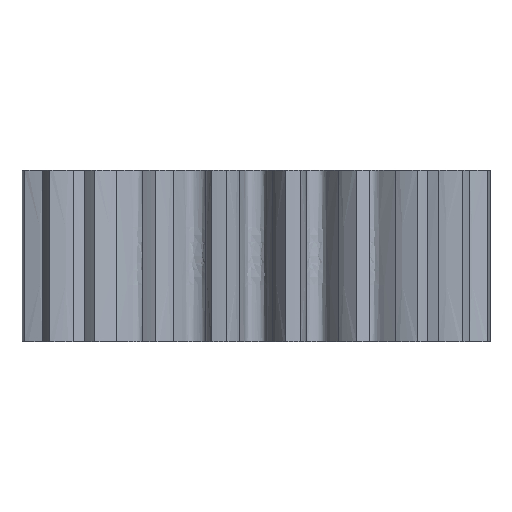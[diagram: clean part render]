
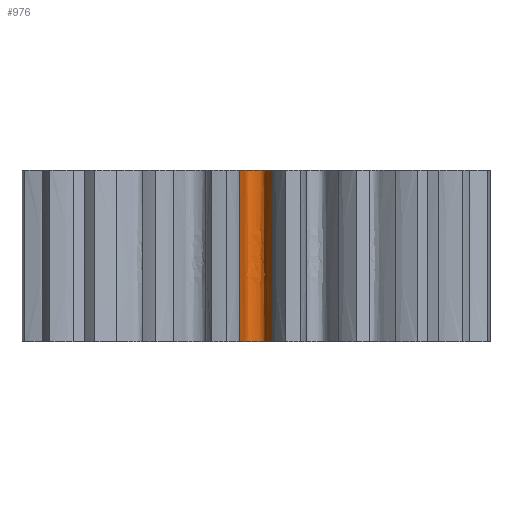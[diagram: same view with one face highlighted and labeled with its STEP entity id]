
A CAD part, left-side view. The second image highlights one B-rep face of the part: STEP entity #976.
In plain terms, the highlighted free-form (B-spline) face has degree [3, 3] with [9, 4] control points.
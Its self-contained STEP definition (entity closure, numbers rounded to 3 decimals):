
#589 = EDGE_CURVE ( 'NONE', #611, #595, #2197, .T. ) ;
#595 = VERTEX_POINT ( 'NONE', #2100 ) ;
#611 = VERTEX_POINT ( 'NONE', #2234 ) ;
#674 = VERTEX_POINT ( 'NONE', #3680 ) ;
#680 = EDGE_CURVE ( 'NONE', #687, #674, #3673, .T. ) ;
#687 = VERTEX_POINT ( 'NONE', #3654 ) ;
#767 = EDGE_LOOP ( 'NONE', ( #826, #840, #768, #775 ) ) ;
#768 = ORIENTED_EDGE ( 'NONE', *, *, #680, .T. ) ;
#775 = ORIENTED_EDGE ( 'NONE', *, *, #843, .F. ) ;
#826 = ORIENTED_EDGE ( 'NONE', *, *, #589, .T. ) ;
#840 = ORIENTED_EDGE ( 'NONE', *, *, #842, .T. ) ;
#842 = EDGE_CURVE ( 'NONE', #595, #687, #2925, .T. ) ;
#843 = EDGE_CURVE ( 'NONE', #611, #674, #2906, .T. ) ;
#976 = ADVANCED_FACE ( 'NONE', ( #3403 ), #3864, .F. ) ;
#2093 = CARTESIAN_POINT ( 'NONE',  ( -19.938, -1.569, -8. ) ) ;
#2094 = CARTESIAN_POINT ( 'NONE',  ( -18.732, -1.075, -8. ) ) ;
#2095 = CARTESIAN_POINT ( 'NONE',  ( -18.642, -1.232, -8. ) ) ;
#2096 = CARTESIAN_POINT ( 'NONE',  ( -17.539, -0.734, -8. ) ) ;
#2097 = CARTESIAN_POINT ( 'NONE',  ( -17.476, 0., -8. ) ) ;
#2098 = CARTESIAN_POINT ( 'NONE',  ( -17.539, 0.734, -8. ) ) ;
#2100 = CARTESIAN_POINT ( 'NONE',  ( -19.938, -1.569, -8. ) ) ;
#2117 = CARTESIAN_POINT ( 'NONE',  ( -18.642, 1.232, -8. ) ) ;
#2118 = CARTESIAN_POINT ( 'NONE',  ( -18.733, 1.076, -8. ) ) ;
#2119 = CARTESIAN_POINT ( 'NONE',  ( -19.938, 1.569, -8. ) ) ;
#2197 = B_SPLINE_CURVE_WITH_KNOTS ( 'NONE', 3,
 ( #2119, #2118, #2117, #2098, #2097, #2096, #2095, #2094, #2093 ),
 .UNSPECIFIED., .F., .F.,
 ( 4, 1, 1, 1, 1, 1, 4 ),
 ( 0., 0.303, 0.379, 0.5, 0.621, 0.697, 1. ),
 .UNSPECIFIED. ) ;
#2234 = CARTESIAN_POINT ( 'NONE',  ( -19.938, 1.569, -8. ) ) ;
#2905 = CARTESIAN_POINT ( 'NONE',  ( -19.938, 1.569, -8.001 ) ) ;
#2906 = LINE ( 'NONE', #2905, #2988 ) ;
#2924 = CARTESIAN_POINT ( 'NONE',  ( -19.938, -1.569, -8.001 ) ) ;
#2925 = LINE ( 'NONE', #2924, #2961 ) ;
#2960 = DIRECTION ( 'NONE',  ( 0., 0., 1. ) ) ;
#2961 = VECTOR ( 'NONE', #2960, 1000. ) ;
#2987 = DIRECTION ( 'NONE',  ( 0., 0., 1. ) ) ;
#2988 = VECTOR ( 'NONE', #2987, 1000. ) ;
#3403 = FACE_OUTER_BOUND ( 'NONE', #767, .T. ) ;
#3646 = CARTESIAN_POINT ( 'NONE',  ( -18.733, 1.076, 8. ) ) ;
#3647 = CARTESIAN_POINT ( 'NONE',  ( -18.642, 1.232, 8. ) ) ;
#3648 = CARTESIAN_POINT ( 'NONE',  ( -17.539, 0.734, 8. ) ) ;
#3649 = CARTESIAN_POINT ( 'NONE',  ( -17.476, 0., 8. ) ) ;
#3650 = CARTESIAN_POINT ( 'NONE',  ( -17.539, -0.734, 8. ) ) ;
#3651 = CARTESIAN_POINT ( 'NONE',  ( -18.642, -1.232, 8. ) ) ;
#3652 = CARTESIAN_POINT ( 'NONE',  ( -18.732, -1.075, 8. ) ) ;
#3653 = CARTESIAN_POINT ( 'NONE',  ( -19.938, -1.569, 8. ) ) ;
#3654 = CARTESIAN_POINT ( 'NONE',  ( -19.938, -1.569, 8. ) ) ;
#3673 = B_SPLINE_CURVE_WITH_KNOTS ( 'NONE', 3,
 ( #3653, #3652, #3651, #3650, #3649, #3648, #3647, #3646, #3743 ),
 .UNSPECIFIED., .F., .F.,
 ( 4, 1, 1, 1, 1, 1, 4 ),
 ( 0., 0.303, 0.379, 0.5, 0.621, 0.697, 1. ),
 .UNSPECIFIED. ) ;
#3680 = CARTESIAN_POINT ( 'NONE',  ( -19.938, 1.569, 8. ) ) ;
#3743 = CARTESIAN_POINT ( 'NONE',  ( -19.938, 1.569, 8. ) ) ;
#3768 = CARTESIAN_POINT ( 'NONE',  ( -18.642, -1.232, -2.667 ) ) ;
#3769 = CARTESIAN_POINT ( 'NONE',  ( -18.642, -1.232, -8. ) ) ;
#3770 = CARTESIAN_POINT ( 'NONE',  ( -18.732, -1.075, 8. ) ) ;
#3771 = CARTESIAN_POINT ( 'NONE',  ( -18.732, -1.075, 2.667 ) ) ;
#3772 = CARTESIAN_POINT ( 'NONE',  ( -18.732, -1.075, -2.667 ) ) ;
#3773 = CARTESIAN_POINT ( 'NONE',  ( -18.732, -1.075, -8. ) ) ;
#3774 = CARTESIAN_POINT ( 'NONE',  ( -19.938, -1.569, 8. ) ) ;
#3775 = CARTESIAN_POINT ( 'NONE',  ( -19.938, -1.569, 2.667 ) ) ;
#3809 = CARTESIAN_POINT ( 'NONE',  ( -17.476, 0., 2.667 ) ) ;
#3810 = CARTESIAN_POINT ( 'NONE',  ( -17.476, 0., -2.667 ) ) ;
#3811 = CARTESIAN_POINT ( 'NONE',  ( -17.476, 0., -8. ) ) ;
#3812 = CARTESIAN_POINT ( 'NONE',  ( -17.539, -0.734, 8. ) ) ;
#3813 = CARTESIAN_POINT ( 'NONE',  ( -17.539, -0.734, 2.667 ) ) ;
#3814 = CARTESIAN_POINT ( 'NONE',  ( -17.539, -0.734, -2.667 ) ) ;
#3815 = CARTESIAN_POINT ( 'NONE',  ( -17.539, -0.734, -8. ) ) ;
#3816 = CARTESIAN_POINT ( 'NONE',  ( -18.642, -1.232, 8. ) ) ;
#3817 = CARTESIAN_POINT ( 'NONE',  ( -18.642, -1.232, 2.667 ) ) ;
#3833 = CARTESIAN_POINT ( 'NONE',  ( -19.938, 1.569, 8. ) ) ;
#3834 = CARTESIAN_POINT ( 'NONE',  ( -19.938, 1.569, 2.667 ) ) ;
#3835 = CARTESIAN_POINT ( 'NONE',  ( -19.938, 1.569, -2.667 ) ) ;
#3836 = CARTESIAN_POINT ( 'NONE',  ( -19.938, 1.569, -8. ) ) ;
#3837 = CARTESIAN_POINT ( 'NONE',  ( -18.733, 1.076, 8. ) ) ;
#3838 = CARTESIAN_POINT ( 'NONE',  ( -18.733, 1.076, 2.667 ) ) ;
#3839 = CARTESIAN_POINT ( 'NONE',  ( -18.733, 1.076, -2.667 ) ) ;
#3840 = CARTESIAN_POINT ( 'NONE',  ( -18.733, 1.076, -8. ) ) ;
#3841 = CARTESIAN_POINT ( 'NONE',  ( -18.642, 1.232, 8. ) ) ;
#3842 = CARTESIAN_POINT ( 'NONE',  ( -18.642, 1.232, 2.667 ) ) ;
#3843 = CARTESIAN_POINT ( 'NONE',  ( -18.642, 1.232, -2.667 ) ) ;
#3844 = CARTESIAN_POINT ( 'NONE',  ( -18.642, 1.232, -8. ) ) ;
#3845 = CARTESIAN_POINT ( 'NONE',  ( -17.539, 0.734, 8. ) ) ;
#3846 = CARTESIAN_POINT ( 'NONE',  ( -17.539, 0.734, 2.667 ) ) ;
#3847 = CARTESIAN_POINT ( 'NONE',  ( -17.539, 0.734, -2.667 ) ) ;
#3848 = CARTESIAN_POINT ( 'NONE',  ( -17.539, 0.734, -8. ) ) ;
#3849 = CARTESIAN_POINT ( 'NONE',  ( -17.476, 0., 8. ) ) ;
#3862 = CARTESIAN_POINT ( 'NONE',  ( -19.938, -1.569, -2.667 ) ) ;
#3863 = CARTESIAN_POINT ( 'NONE',  ( -19.938, -1.569, -8. ) ) ;
#3864 = B_SPLINE_SURFACE_WITH_KNOTS ( 'NONE', 3, 3, ( 
 ( #3863, #3862, #3775, #3774 ),
 ( #3773, #3772, #3771, #3770 ),
 ( #3769, #3768, #3817, #3816 ),
 ( #3815, #3814, #3813, #3812 ),
 ( #3811, #3810, #3809, #3849 ),
 ( #3848, #3847, #3846, #3845 ),
 ( #3844, #3843, #3842, #3841 ),
 ( #3840, #3839, #3838, #3837 ),
 ( #3836, #3835, #3834, #3833 ) ),
 .UNSPECIFIED., .F., .F., .F.,
 ( 4, 1, 1, 1, 1, 1, 4 ),
 ( 4, 4 ),
 ( 0., 0.303, 0.379, 0.5, 0.621, 0.697, 1. ),
 ( 0., 1. ),
 .UNSPECIFIED. ) ;
